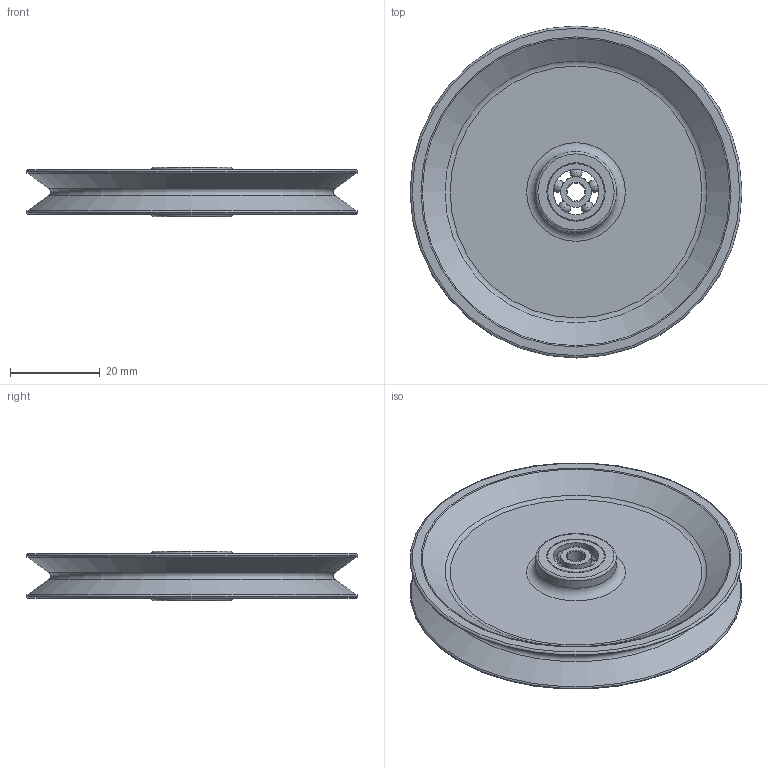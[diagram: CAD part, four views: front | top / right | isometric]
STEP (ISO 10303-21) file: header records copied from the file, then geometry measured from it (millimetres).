
FILE_DESCRIPTION(/* description */ (''),/* implementation_level */ '2;1');
FILE_NAME(/* name */ 'PNA063V070KS-K.stp',/* time_stamp */ '2024-04-17T11:35:01+02:00',/* author */ ('moritz.michaelis'),/* organization */ (''),/* preprocessor_version */ 'ST-DEVELOPER v20',/* originating_system */ 'Autodesk Inventor 2024',/* authorisation */ '');
FILE_SCHEMA (('CONFIG_CONTROL_DESIGN'));
Length unit declared in the file: millimetre
Products named in the file (3): Baugruppe1; NW063; DIN 625 SKF - SKF 624
Assembly tree (3 placements, depth 2):
  Baugruppe1
    NW063
    DIN 625 SKF - SKF 624  x2
Bounding box: 73.99 x 73.99 x 11 mm (x, y, z)
Volume: 13712.8 mm3; surface area: 14515.3 mm2
Topology: 3 solids, 3 shells, 84 faces, 256 edges, 166 vertices
Faces by surface type: torus 41, cylinder 15, plane 14, sphere 10, cone 4
Full cylindrical faces by diameter (mm): 4 x2, 6.88 x4, 10.12 x4, 13 x3, 18 x2
Entity records: 2823 total; most frequent: CARTESIAN_POINT 1318, DIRECTION 311, ORIENTED_EDGE 282, AXIS2_PLACEMENT_3D 149, EDGE_CURVE 141, VERTEX_POINT 96, CIRCLE 88, EDGE_LOOP 75
